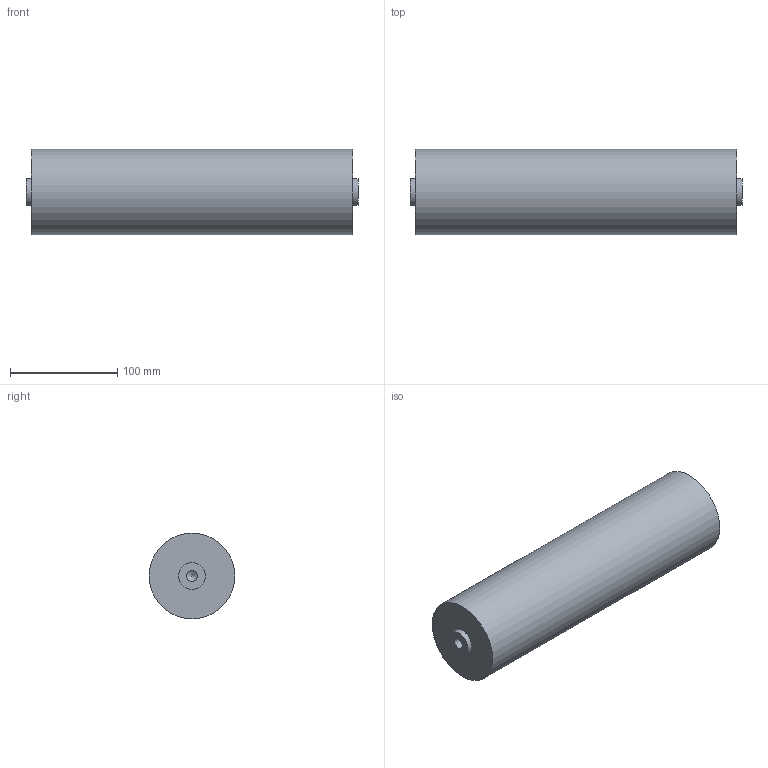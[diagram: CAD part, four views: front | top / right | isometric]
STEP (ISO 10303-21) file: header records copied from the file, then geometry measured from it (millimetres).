
FILE_DESCRIPTION (( 'STEP AP203' ), '1' );
FILE_NAME ('250729 STEP 3-400289-01_17642.STEP', '2025-07-29T09:15:29', ( '' ), ( '' ), 'SwSTEP 2.0', 'SolidWorks 2024', '' );
FILE_SCHEMA (( 'CONFIG_CONTROL_DESIGN' ));
Length unit declared in the file: millimetre
Products named in the file (1): 250729 STEP 3-400289-01_17642
Bounding box: 310 x 80 x 80 mm (x, y, z)
Volume: 1508620.6 mm3; surface area: 87866.2 mm2
Topology: 1 solids, 1 shells, 11 faces, 22 edges, 15 vertices
Faces by surface type: cylinder 5, plane 4, cone 2
Full cylindrical faces by diameter (mm): 10.2 x2, 25 x2, 80 x1
Entity records: 291 total; most frequent: DIRECTION 44, CARTESIAN_POINT 32, AXIS2_PLACEMENT_3D 22, EDGE_LOOP 20, ORIENTED_EDGE 20, FACE_OUTER_BOUND 16, ADVANCED_FACE 11, EDGE_CURVE 10
